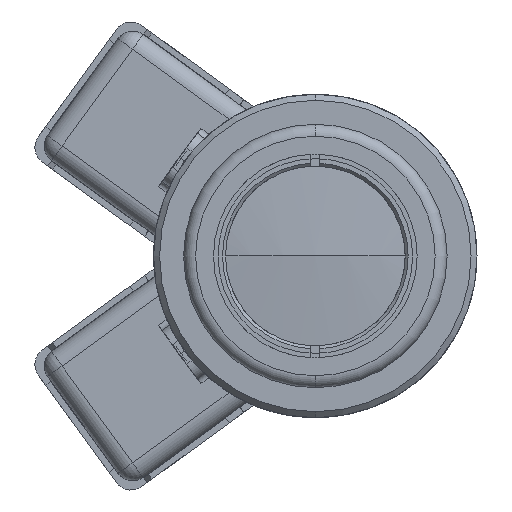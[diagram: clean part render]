
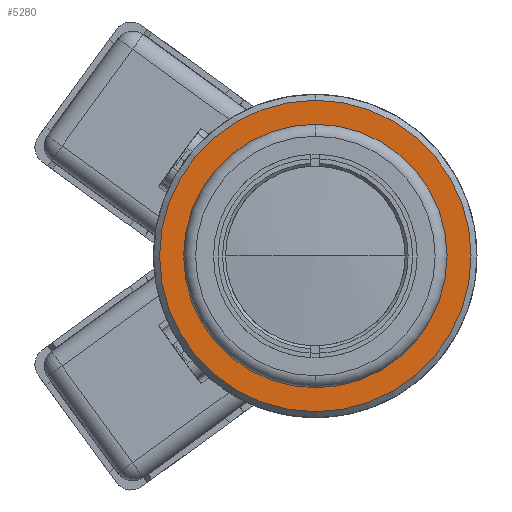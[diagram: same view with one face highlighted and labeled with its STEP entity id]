
A CAD part, left-side view. The second image highlights one B-rep face of the part: STEP entity #5280.
In plain terms, the highlighted planar face has unit normal (-1, 0, 0).
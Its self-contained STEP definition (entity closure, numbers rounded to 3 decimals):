
#104 = EDGE_LOOP ( 'NONE', ( #7281, #4578 ) ) ;
#115 = AXIS2_PLACEMENT_3D ( 'NONE', #2052, #2329, #5680 ) ;
#128 = DIRECTION ( 'NONE',  ( 1., 0., 0. ) ) ;
#334 = CIRCLE ( 'NONE', #115, 26. ) ;
#623 = CARTESIAN_POINT ( 'NONE',  ( -305.731, 0., 26. ) ) ;
#700 = DIRECTION ( 'NONE',  ( 1., 0., 0. ) ) ;
#1195 = DIRECTION ( 'NONE',  ( -1., 0., 0. ) ) ;
#1218 = AXIS2_PLACEMENT_3D ( 'NONE', #4708, #12476, #5746 ) ;
#1584 = CARTESIAN_POINT ( 'NONE',  ( -305.731, 0., 0. ) ) ;
#1775 = CIRCLE ( 'NONE', #9355, 22. ) ;
#2052 = CARTESIAN_POINT ( 'NONE',  ( -305.731, 0., 0. ) ) ;
#2329 = DIRECTION ( 'NONE',  ( -1., 0., 0. ) ) ;
#3540 = PLANE ( 'NONE',  #1218 ) ;
#3571 = EDGE_CURVE ( 'NONE', #12177, #4276, #11224, .T. ) ;
#4245 = CARTESIAN_POINT ( 'NONE',  ( -305.731, 0., 0. ) ) ;
#4276 = VERTEX_POINT ( 'NONE', #9282 ) ;
#4578 = ORIENTED_EDGE ( 'NONE', *, *, #11657, .T. ) ;
#4708 = CARTESIAN_POINT ( 'NONE',  ( -305.731, -22., 0. ) ) ;
#5280 = ADVANCED_FACE ( 'NONE', ( #12687, #12872 ), #3540, .T. ) ;
#5350 = ORIENTED_EDGE ( 'NONE', *, *, #11102, .T. ) ;
#5680 = DIRECTION ( 'NONE',  ( 0., 0., -1. ) ) ;
#5746 = DIRECTION ( 'NONE',  ( 0., 0., -1. ) ) ;
#5923 = AXIS2_PLACEMENT_3D ( 'NONE', #1584, #700, #6288 ) ;
#6288 = DIRECTION ( 'NONE',  ( 0., 0., 1. ) ) ;
#6777 = CIRCLE ( 'NONE', #8856, 26. ) ;
#6833 = CARTESIAN_POINT ( 'NONE',  ( -305.731, 0., 22. ) ) ;
#7181 = CARTESIAN_POINT ( 'NONE',  ( -305.731, 0., -26. ) ) ;
#7281 = ORIENTED_EDGE ( 'NONE', *, *, #3571, .T. ) ;
#8695 = ORIENTED_EDGE ( 'NONE', *, *, #10364, .T. ) ;
#8856 = AXIS2_PLACEMENT_3D ( 'NONE', #12815, #1195, #12226 ) ;
#9282 = CARTESIAN_POINT ( 'NONE',  ( -305.731, 0., -22. ) ) ;
#9284 = EDGE_LOOP ( 'NONE', ( #8695, #5350 ) ) ;
#9355 = AXIS2_PLACEMENT_3D ( 'NONE', #4245, #128, #10921 ) ;
#10057 = VERTEX_POINT ( 'NONE', #623 ) ;
#10364 = EDGE_CURVE ( 'NONE', #10057, #11941, #6777, .T. ) ;
#10921 = DIRECTION ( 'NONE',  ( 0., 0., 1. ) ) ;
#11102 = EDGE_CURVE ( 'NONE', #11941, #10057, #334, .T. ) ;
#11224 = CIRCLE ( 'NONE', #5923, 22. ) ;
#11657 = EDGE_CURVE ( 'NONE', #4276, #12177, #1775, .T. ) ;
#11941 = VERTEX_POINT ( 'NONE', #7181 ) ;
#12177 = VERTEX_POINT ( 'NONE', #6833 ) ;
#12226 = DIRECTION ( 'NONE',  ( 0., 0., -1. ) ) ;
#12476 = DIRECTION ( 'NONE',  ( -1., 0., 0. ) ) ;
#12687 = FACE_OUTER_BOUND ( 'NONE', #9284, .T. ) ;
#12815 = CARTESIAN_POINT ( 'NONE',  ( -305.731, 0., 0. ) ) ;
#12872 = FACE_BOUND ( 'NONE', #104, .T. ) ;
